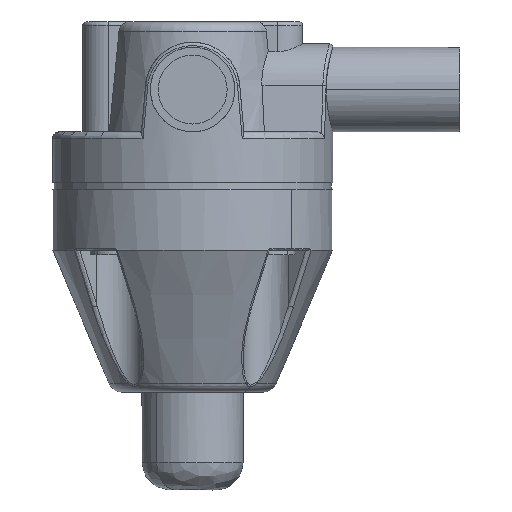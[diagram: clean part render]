
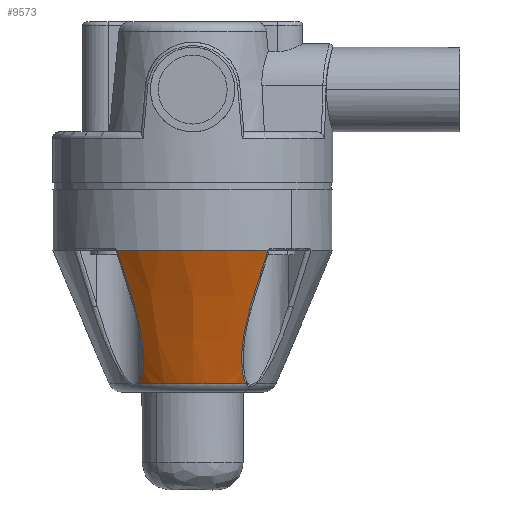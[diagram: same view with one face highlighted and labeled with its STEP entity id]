
A CAD part, front view. The second image highlights one B-rep face of the part: STEP entity #9573.
In plain terms, the highlighted conical face has half-angle 23 degrees and reference radius 33.103 mm.
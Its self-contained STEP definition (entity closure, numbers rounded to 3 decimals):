
#2850=CARTESIAN_POINT('',(15.886,-18.922,
-59.563));
#2857=CARTESIAN_POINT('',(22.283,-35.01,
-20.));
#2858=CARTESIAN_POINT('',(21.678,-34.41,
-21.957));
#2859=CARTESIAN_POINT('',(20.482,-33.228,
-25.815));
#2860=CARTESIAN_POINT('',(18.735,-31.5,
-31.43));
#2861=CARTESIAN_POINT('',(17.598,-30.379,
-35.059));
#2862=CARTESIAN_POINT('',(17.038,-29.826,
-36.845));
#2864=CARTESIAN_POINT('',(17.038,-29.826,
-36.845));
#2865=CARTESIAN_POINT('',(16.548,-29.31,
-38.475));
#2866=CARTESIAN_POINT('',(15.747,-28.321,
-41.428));
#2867=CARTESIAN_POINT('',(15.115,-27.032,
-44.806));
#2868=CARTESIAN_POINT('',(14.749,-25.908,
-47.535));
#2869=CARTESIAN_POINT('',(14.544,-24.985,
-49.664));
#2870=CARTESIAN_POINT('',(14.449,-23.401,
-52.985));
#2871=CARTESIAN_POINT('',(14.587,-22.32,
-54.954));
#2872=CARTESIAN_POINT('',(14.768,-21.369,
-56.591));
#2873=CARTESIAN_POINT('',(15.331,-19.868,
-58.673));
#2874=CARTESIAN_POINT('',(15.683,-19.221,
-59.331));
#2875=CARTESIAN_POINT('',(15.886,-18.922,
-59.563));
#2877=CARTESIAN_POINT('',(0.,0.,-59.563));
#2878=DIRECTION('',(0.,0.,-1.));
#2879=DIRECTION('',(0.643,-0.766,0.));
#2880=AXIS2_PLACEMENT_3D('',#2877,#2878,#2879);
#2882=CARTESIAN_POINT('',(-17.038,-29.826,
-36.845));
#2883=CARTESIAN_POINT('',(-17.598,-30.379,
-35.059));
#2884=CARTESIAN_POINT('',(-18.735,-31.5,
-31.43));
#2885=CARTESIAN_POINT('',(-20.482,-33.228,
-25.814));
#2886=CARTESIAN_POINT('',(-21.679,-34.41,
-21.957));
#2887=CARTESIAN_POINT('',(-22.283,-35.01,
-20.));
#2896=CARTESIAN_POINT('',(17.038,-29.826,
-36.845));
#2908=CARTESIAN_POINT('',(0.,0.,-20.));
#2909=DIRECTION('',(0.,0.,-1.));
#2910=DIRECTION('',(0.537,-0.844,0.));
#2911=AXIS2_PLACEMENT_3D('',#2908,#2909,#2910);
#2936=CARTESIAN_POINT('',(-17.038,-29.826,
-36.845));
#2937=CARTESIAN_POINT('',(-16.562,-29.327,
-38.424));
#2938=CARTESIAN_POINT('',(-15.779,-28.365,
-41.301));
#2939=CARTESIAN_POINT('',(-15.142,-27.099,
-44.635));
#2940=CARTESIAN_POINT('',(-14.764,-25.958,
-47.415));
#2941=CARTESIAN_POINT('',(-14.564,-25.109,
-49.388));
#2942=CARTESIAN_POINT('',(-14.443,-23.479,
-52.836));
#2943=CARTESIAN_POINT('',(-14.58,-22.368,
-54.868));
#2944=CARTESIAN_POINT('',(-14.749,-21.435,
-56.49));
#2945=CARTESIAN_POINT('',(-15.32,-19.886,
-58.657));
#2946=CARTESIAN_POINT('',(-15.679,-19.227,
-59.327));
#2947=CARTESIAN_POINT('',(-15.886,-18.922,
-59.563));
#2958=CARTESIAN_POINT('',(-15.886,-18.922,
-59.563));
#4153=VERTEX_POINT('',#2850);
#4163=VERTEX_POINT('',#2958);
#4166=VERTEX_POINT('',#2896);
#4167=VERTEX_POINT('',#2857);
#4168=VERTEX_POINT('',#2936);
#4169=VERTEX_POINT('',#2887);
#9556=CARTESIAN_POINT('',(0.,0.,-39.781));
#9557=DIRECTION('',(0.,0.,1.));
#9558=DIRECTION('',(0.707,-0.707,0.));
#9559=AXIS2_PLACEMENT_3D('',#9556,#9557,#9558);
#9560=CONICAL_SURFACE('',#9559,33.103,23.);
#9562=ORIENTED_EDGE('',*,*,#9561,.T.);
#9563=ORIENTED_EDGE('',*,*,#9539,.T.);
#9564=ORIENTED_EDGE('',*,*,#9332,.T.);
#9566=ORIENTED_EDGE('',*,*,#9565,.F.);
#9568=ORIENTED_EDGE('',*,*,#9567,.T.);
#9570=ORIENTED_EDGE('',*,*,#9569,.F.);
#9571=EDGE_LOOP('',(#9562,#9563,#9564,#9566,#9568,#9570));
#9572=FACE_OUTER_BOUND('',#9571,.F.);
#2863=B_SPLINE_CURVE_WITH_KNOTS('',3,(#2857,#2858,#2859,#2860,#2861,#2862),
.UNSPECIFIED.,.F.,.F.,(4,1,1,4),(0.,0.333,0.667,1.),
.UNSPECIFIED.);
#2876=B_SPLINE_CURVE_WITH_KNOTS('',3,(#2864,#2865,#2866,#2867,#2868,#2869,#2870,
#2871,#2872,#2873,#2874,#2875),.UNSPECIFIED.,.F.,.F.,(4,1,1,1,1,1,1,1,1,4),
(0.,0.111,0.222,0.333,0.444,
0.556,0.667,0.778,0.889,1.),
.UNSPECIFIED.);
#2881=CIRCLE('',#2880,24.707);
#2888=B_SPLINE_CURVE_WITH_KNOTS('',3,(#2882,#2883,#2884,#2885,#2886,#2887),
.UNSPECIFIED.,.F.,.F.,(4,1,1,4),(0.,0.333,0.667,1.),
.UNSPECIFIED.);
#2912=CIRCLE('',#2911,41.5);
#2948=B_SPLINE_CURVE_WITH_KNOTS('',3,(#2936,#2937,#2938,#2939,#2940,#2941,#2942,
#2943,#2944,#2945,#2946,#2947),.UNSPECIFIED.,.F.,.F.,(4,1,1,1,1,1,1,1,1,4),
(0.,0.111,0.222,0.333,0.444,
0.556,0.667,0.778,0.889,1.),
.UNSPECIFIED.);
#9332=EDGE_CURVE('',#4153,#4163,#2881,.T.);
#9539=EDGE_CURVE('',#4166,#4153,#2876,.T.);
#9561=EDGE_CURVE('',#4167,#4166,#2863,.T.);
#9565=EDGE_CURVE('',#4168,#4163,#2948,.T.);
#9567=EDGE_CURVE('',#4168,#4169,#2888,.T.);
#9569=EDGE_CURVE('',#4167,#4169,#2912,.T.);
#9573=ADVANCED_FACE('',(#9572),#9560,.T.);
